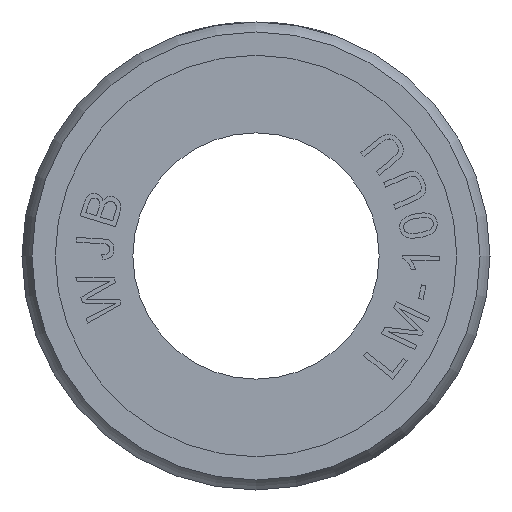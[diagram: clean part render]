
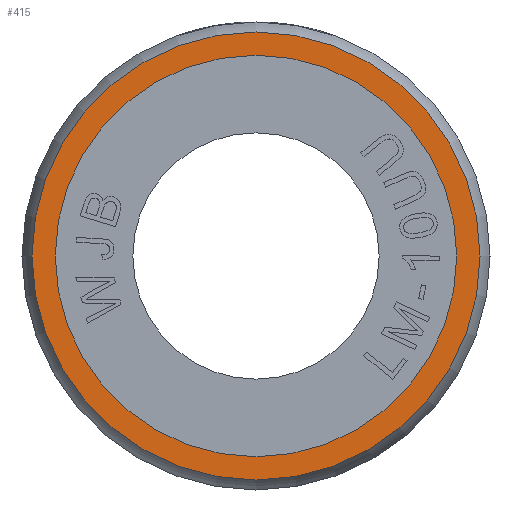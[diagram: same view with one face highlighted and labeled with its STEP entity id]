
A CAD part, left-side view. The second image highlights one B-rep face of the part: STEP entity #415.
In plain terms, the highlighted planar face has unit normal (-1, 0, 0).
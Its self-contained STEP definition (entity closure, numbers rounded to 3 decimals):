
#415=ADVANCED_FACE('',(#954,#955),#685,.T.);
#685=PLANE('',#5070);
#877=CIRCLE('',#5067,9.094);
#878=CIRCLE('',#5069,8.15);
#954=FACE_BOUND('',#1035,.T.);
#955=FACE_BOUND('',#1036,.T.);
#1035=EDGE_LOOP('',(#1785));
#1036=EDGE_LOOP('',(#1786));
#1785=ORIENTED_EDGE('',*,*,#3581,.T.);
#1786=ORIENTED_EDGE('',*,*,#3582,.F.);
#3125=VERTEX_POINT('',#7503);
#3126=VERTEX_POINT('',#7506);
#3581=EDGE_CURVE('',#3125,#3125,#877,.T.);
#3582=EDGE_CURVE('',#3126,#3126,#878,.T.);
#5067=AXIS2_PLACEMENT_3D('',#7502,#5477,#5478);
#5069=AXIS2_PLACEMENT_3D('',#7505,#5481,#5482);
#5070=AXIS2_PLACEMENT_3D('',#7507,#5483,#5484);
#5477=DIRECTION('',(-1.,0.,0.));
#5478=DIRECTION('',(0.,0.,1.));
#5481=DIRECTION('',(-1.,0.,0.));
#5482=DIRECTION('',(0.,0.,1.));
#5483=DIRECTION('',(-1.,0.,0.));
#5484=DIRECTION('',(0.,0.,1.));
#7502=CARTESIAN_POINT('',(0.,0.,0.));
#7503=CARTESIAN_POINT('',(0.,0.,9.094));
#7505=CARTESIAN_POINT('',(0.,0.,0.));
#7506=CARTESIAN_POINT('',(0.,0.,8.15));
#7507=CARTESIAN_POINT('',(0.,0.,8.622));
